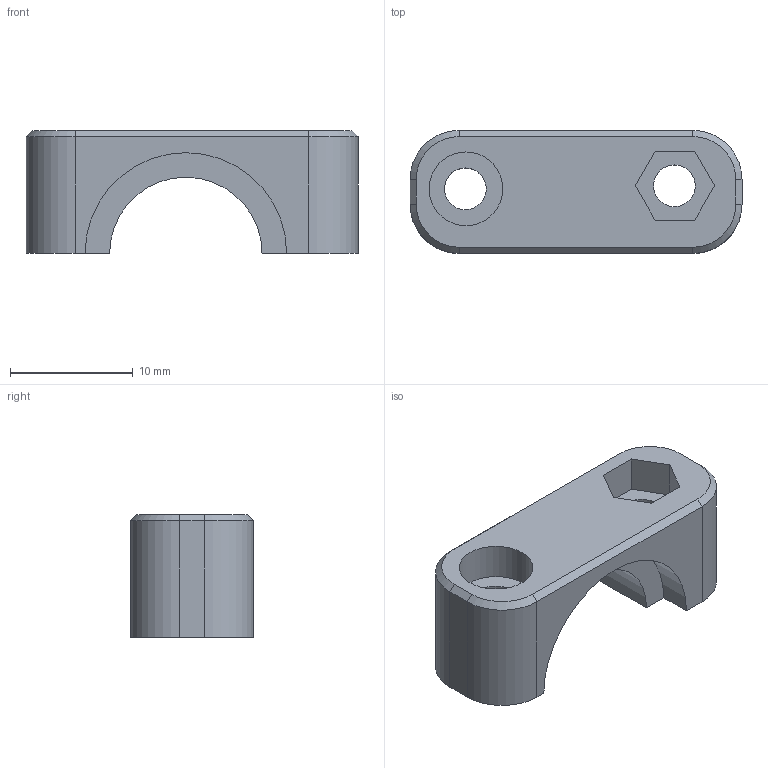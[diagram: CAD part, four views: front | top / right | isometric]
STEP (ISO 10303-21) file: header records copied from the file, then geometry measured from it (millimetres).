
FILE_DESCRIPTION(('FreeCAD Model'),'2;1');
FILE_NAME('FB2020_Carriage_Clamp.step', '2017-06-22T19:51:36',('Ax Smith-Laffin'),('AxMod Box Mods Limited'), 'Open CASCADE STEP processor 6.8','FreeCAD','Unknown');
FILE_SCHEMA(('AUTOMOTIVE_DESIGN_CC2 { 1 2 10303 214 -1 1 5 4 }'));
Length unit declared in the file: millimetre
Products named in the file (1): Clamp
Bounding box: 27 x 10 x 10 mm (x, y, z)
Volume: 1449.5 mm3; surface area: 1352.2 mm2
Topology: 1 solids, 1 shells, 35 faces, 85 edges, 54 vertices
Faces by surface type: plane 21, cylinder 10, cone 4
Full cylindrical faces by diameter (mm): 3.4 x2, 6 x1
Entity records: 2150 total; most frequent: CARTESIAN_POINT 429, DIRECTION 312, LINE 181, VECTOR 181, ORIENTED_EDGE 170, PCURVE 170, DEFINITIONAL_REPRESENTATION 170, EDGE_CURVE 85
